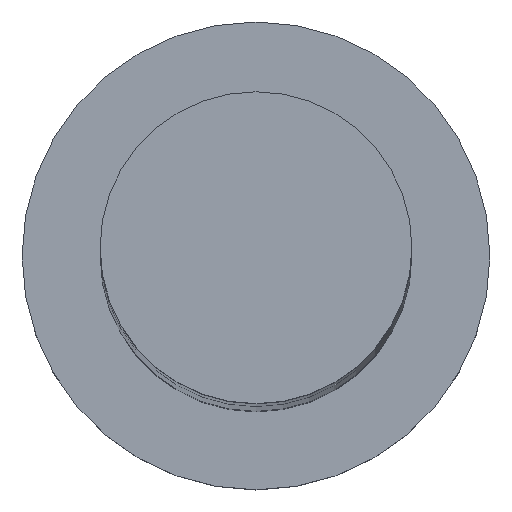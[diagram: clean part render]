
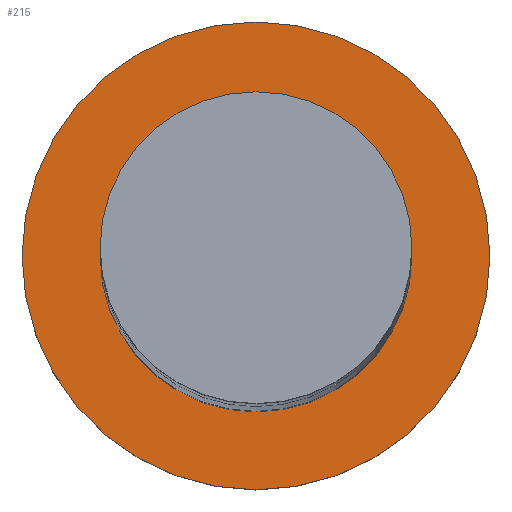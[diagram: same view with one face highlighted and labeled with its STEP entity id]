
A CAD part, top view. The second image highlights one B-rep face of the part: STEP entity #215.
In plain terms, the highlighted planar face has unit normal (0, 0, 1).
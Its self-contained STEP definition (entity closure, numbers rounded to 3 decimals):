
#21=FACE_BOUND('',#70,.T.);
#29=PLANE('',#271);
#46=FACE_OUTER_BOUND('',#69,.T.);
#69=EDGE_LOOP('',(#189));
#70=EDGE_LOOP('',(#190));
#100=CIRCLE('',#264,3.);
#102=CIRCLE('',#269,4.5);
#116=VERTEX_POINT('',#391);
#118=VERTEX_POINT('',#400);
#138=EDGE_CURVE('',#116,#116,#100,.T.);
#141=EDGE_CURVE('',#118,#118,#102,.T.);
#189=ORIENTED_EDGE('',*,*,#141,.T.);
#190=ORIENTED_EDGE('',*,*,#138,.T.);
#215=ADVANCED_FACE('',(#46,#21),#29,.T.);
#264=AXIS2_PLACEMENT_3D('',#393,#329,#330);
#269=AXIS2_PLACEMENT_3D('',#401,#340,#341);
#271=AXIS2_PLACEMENT_3D('',#405,#345,#346);
#329=DIRECTION('center_axis',(0.,0.,-1.));
#330=DIRECTION('ref_axis',(1.,0.,0.));
#340=DIRECTION('center_axis',(0.,0.,1.));
#341=DIRECTION('ref_axis',(1.,0.,0.));
#345=DIRECTION('center_axis',(0.,0.,1.));
#346=DIRECTION('ref_axis',(1.,0.,0.));
#391=CARTESIAN_POINT('',(-3.,0.,1.5));
#393=CARTESIAN_POINT('Origin',(0.,0.,1.5));
#400=CARTESIAN_POINT('',(-4.5,0.,1.5));
#401=CARTESIAN_POINT('Origin',(0.,0.,1.5));
#405=CARTESIAN_POINT('Origin',(0.,0.,1.5));
